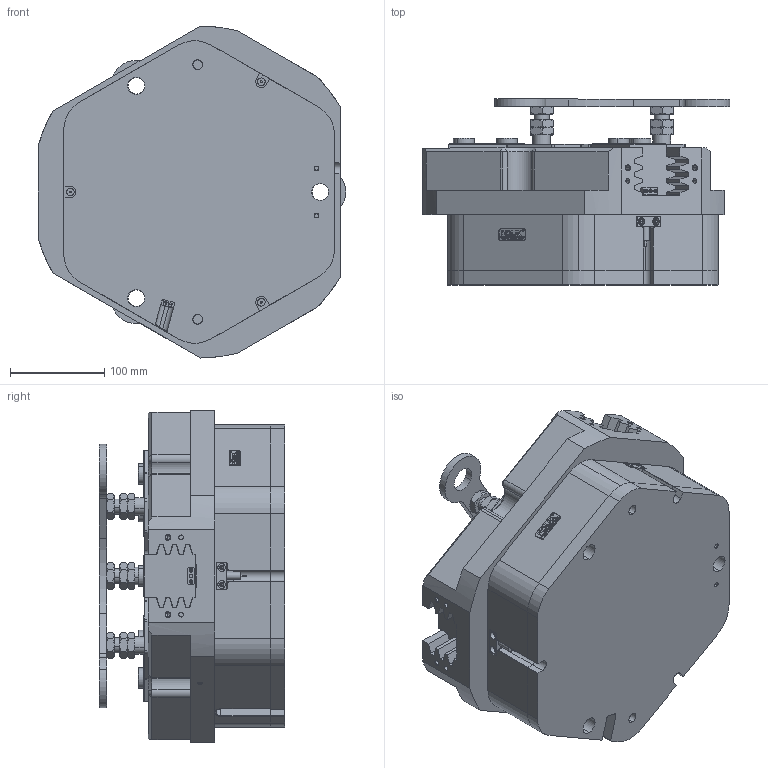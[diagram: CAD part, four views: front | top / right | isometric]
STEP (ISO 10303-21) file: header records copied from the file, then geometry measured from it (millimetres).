
FILE_DESCRIPTION (( 'STEP AP203' ), '1' );
FILE_NAME ('FZ220-352-C60.STEP', '2024-12-20T07:16:48', ( 'USER-' ), ( 'Microsoft' ), 'SwSTEP 2.0', 'SolidWorks 2018', '' );
FILE_SCHEMA (( 'CONFIG_CONTROL_DESIGN' ));
Length unit declared in the file: millimetre
Products named in the file (17): C60; 电容传感器; FZ220-352; TZT220-352-M-06 笢猾啣; M16-1-8情蹟譫-1; 湮酴; TZT220-352-M-01 褲极; FZ220-352-C60; 埴翐芛_GB_FASTENER_SCREWS_HSHCS M2X8-N; 32x12-R2; TZT220-352-M-08 芢啣-1; TZT220-352-M-05 菁裔啣; TZT220-352-M-02 賑輸; ﾏ擎ﾗ22｡ﾁ18｡ﾁ14; 昹親棠覜羲壽; TZT220-352-M-07 芢裝-1; TR300-15-1晚假蚾輸
Assembly tree (45 placements, depth 3):
  FZ220-352-C60
    FZ220-352
      TZT220-352-M-02 賑輸  x3
      TZT220-352-M-05 菁裔啣
      电容传感器  x3
      湮酴  x3
      TZT220-352-M-01 褲极
      TZT220-352-M-06 笢猾啣
      TR300-15-1晚假蚾輸  x3
      埴翐芛_GB_FASTENER_SCREWS_HSHCS M2X8-N  x6
      32x12-R2
      昹親棠覜羲壽  x2
      ﾏ擎ﾗ22｡ﾁ18｡ﾁ14  x6
    C60
      M16-1-8情蹟譫-1  x9
      TZT220-352-M-07 芢裝-1  x3
      TZT220-352-M-08 芢啣-1
Bounding box: 326 x 197 x 351.96 mm (x, y, z)
Volume: 10648862.9 mm3; surface area: 869076.5 mm2
Topology: 43 solids, 45 shells, 2270 faces, 5767 edges, 3631 vertices
Faces by surface type: plane 1110, cylinder 603, cone 388, bspline 157, torus 12
Entity records: 55528 total; most frequent: CARTESIAN_POINT 15289, ORIENTED_EDGE 7998, DIRECTION 7505, EDGE_CURVE 3999, VECTOR 2555, LINE 2555, VERTEX_POINT 2546, AXIS2_PLACEMENT_3D 2475
